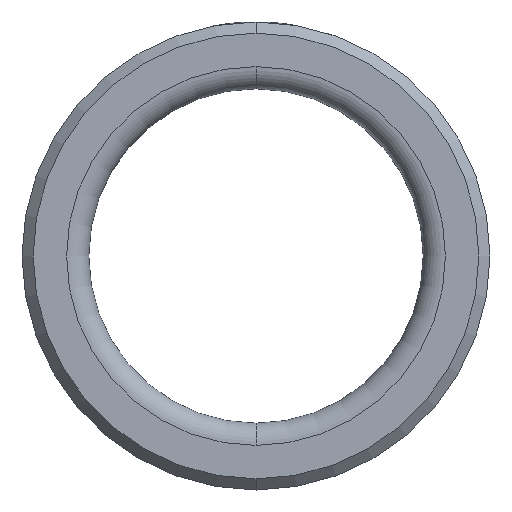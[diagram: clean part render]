
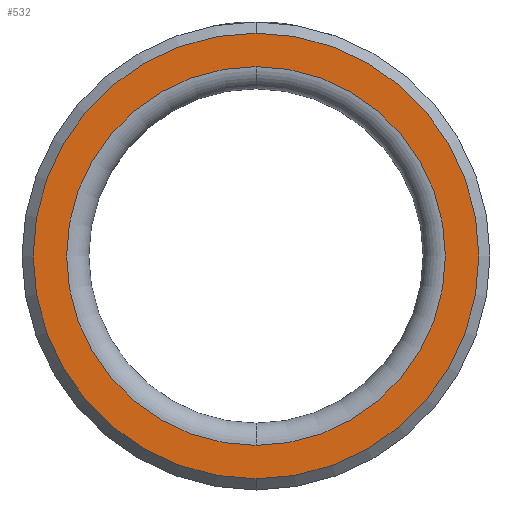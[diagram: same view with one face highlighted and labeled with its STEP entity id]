
A CAD part, front view. The second image highlights one B-rep face of the part: STEP entity #532.
In plain terms, the highlighted planar face has unit normal (0, -1, 0).
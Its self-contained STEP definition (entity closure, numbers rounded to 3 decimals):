
#10 = EDGE_CURVE ( 'NONE', #543, #698, #1536, .T. ) ;
#148 = DIRECTION ( 'NONE',  ( 0., -1., 0. ) ) ;
#170 = DIRECTION ( 'NONE',  ( 0., -1., 0. ) ) ;
#182 = CARTESIAN_POINT ( 'NONE',  ( 0., 0., 20. ) ) ;
#196 = CARTESIAN_POINT ( 'NONE',  ( 0., 0., 17. ) ) ;
#293 = DIRECTION ( 'NONE',  ( 0., -1., 0. ) ) ;
#394 = FACE_BOUND ( 'NONE', #1218, .T. ) ;
#416 = PLANE ( 'NONE',  #923 ) ;
#468 = ORIENTED_EDGE ( 'NONE', *, *, #487, .F. ) ;
#487 = EDGE_CURVE ( 'NONE', #619, #557, #1373, .T. ) ;
#532 = ADVANCED_FACE ( 'NONE', ( #394, #1012 ), #416, .F. ) ;
#534 = DIRECTION ( 'NONE',  ( 0., 1., 0. ) ) ;
#543 = VERTEX_POINT ( 'NONE', #182 ) ;
#557 = VERTEX_POINT ( 'NONE', #911 ) ;
#561 = ORIENTED_EDGE ( 'NONE', *, *, #1222, .F. ) ;
#586 = CARTESIAN_POINT ( 'NONE',  ( 0., 0., 0. ) ) ;
#619 = VERTEX_POINT ( 'NONE', #196 ) ;
#648 = CARTESIAN_POINT ( 'NONE',  ( 0., 0., 0. ) ) ;
#698 = VERTEX_POINT ( 'NONE', #1557 ) ;
#709 = DIRECTION ( 'NONE',  ( 0., 0., -1. ) ) ;
#874 = CARTESIAN_POINT ( 'NONE',  ( 0., 0., 0. ) ) ;
#902 = ORIENTED_EDGE ( 'NONE', *, *, #10, .T. ) ;
#903 = CARTESIAN_POINT ( 'NONE',  ( 0., 0., 0. ) ) ;
#911 = CARTESIAN_POINT ( 'NONE',  ( 0., 0., -17. ) ) ;
#923 = AXIS2_PLACEMENT_3D ( 'NONE', #1027, #534, #1400 ) ;
#940 = EDGE_CURVE ( 'NONE', #698, #543, #1371, .T. ) ;
#956 = EDGE_LOOP ( 'NONE', ( #902, #1414 ) ) ;
#1003 = DIRECTION ( 'NONE',  ( 0., 0., -1. ) ) ;
#1012 = FACE_OUTER_BOUND ( 'NONE', #956, .T. ) ;
#1024 = DIRECTION ( 'NONE',  ( 0., 0., -1. ) ) ;
#1027 = CARTESIAN_POINT ( 'NONE',  ( -20., 0., 0. ) ) ;
#1031 = AXIS2_PLACEMENT_3D ( 'NONE', #648, #293, #1149 ) ;
#1124 = AXIS2_PLACEMENT_3D ( 'NONE', #903, #170, #1024 ) ;
#1149 = DIRECTION ( 'NONE',  ( 0., 0., -1. ) ) ;
#1218 = EDGE_LOOP ( 'NONE', ( #561, #468 ) ) ;
#1222 = EDGE_CURVE ( 'NONE', #557, #619, #1492, .T. ) ;
#1225 = AXIS2_PLACEMENT_3D ( 'NONE', #874, #148, #1003 ) ;
#1371 = CIRCLE ( 'NONE', #1225, 20. ) ;
#1373 = CIRCLE ( 'NONE', #1124, 17. ) ;
#1400 = DIRECTION ( 'NONE',  ( 0., 0., 1. ) ) ;
#1414 = ORIENTED_EDGE ( 'NONE', *, *, #940, .T. ) ;
#1437 = AXIS2_PLACEMENT_3D ( 'NONE', #586, #1452, #709 ) ;
#1452 = DIRECTION ( 'NONE',  ( 0., -1., 0. ) ) ;
#1492 = CIRCLE ( 'NONE', #1437, 17. ) ;
#1536 = CIRCLE ( 'NONE', #1031, 20. ) ;
#1557 = CARTESIAN_POINT ( 'NONE',  ( 0., 0., -20. ) ) ;
